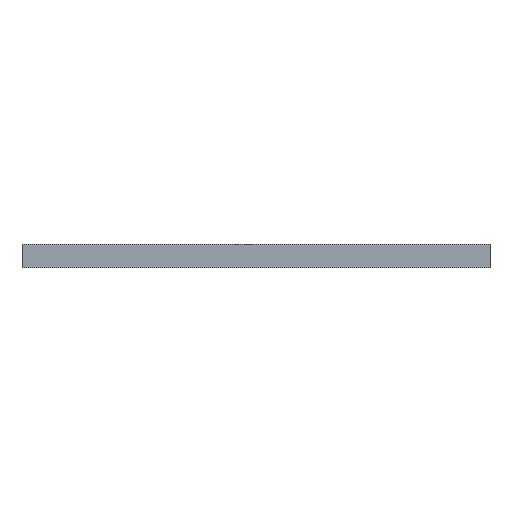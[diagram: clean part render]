
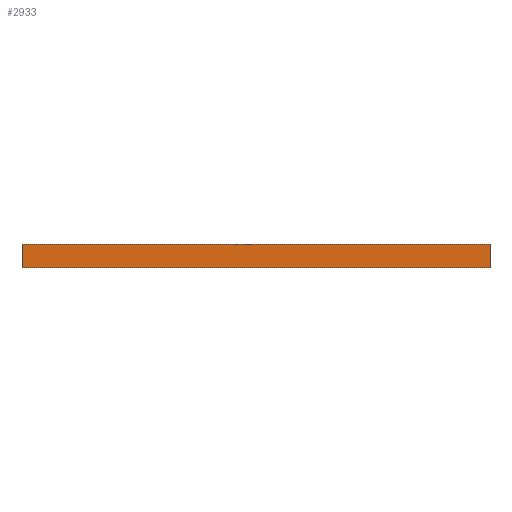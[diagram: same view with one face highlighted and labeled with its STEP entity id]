
A CAD part, front view. The second image highlights one B-rep face of the part: STEP entity #2933.
In plain terms, the highlighted planar face has unit normal (0, -1, 0).
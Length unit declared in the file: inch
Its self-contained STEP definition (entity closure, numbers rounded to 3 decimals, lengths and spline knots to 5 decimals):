
#348 = VERTEX_POINT ( 'NONE', #1169 ) ;
#387 = CARTESIAN_POINT ( 'NONE',  ( -0.59055, -0.59055, -0.03937 ) ) ;
#456 = CARTESIAN_POINT ( 'NONE',  ( 0.59055, -0.59055, 0. ) ) ;
#736 = VECTOR ( 'NONE', #3848, 39.37008 ) ;
#762 = LINE ( 'NONE', #387, #5136 ) ;
#1037 = LINE ( 'NONE', #3460, #6381 ) ;
#1169 = CARTESIAN_POINT ( 'NONE',  ( 0.59055, -0.59055, -0.03937 ) ) ;
#1238 = CARTESIAN_POINT ( 'NONE',  ( -0.59055, -0.59055, 0.01969 ) ) ;
#1495 = PLANE ( 'NONE',  #1941 ) ;
#1519 = EDGE_CURVE ( 'NONE', #4394, #348, #762, .T. ) ;
#1526 = VERTEX_POINT ( 'NONE', #6245 ) ;
#1827 = EDGE_CURVE ( 'NONE', #4394, #1526, #1037, .T. ) ;
#1941 = AXIS2_PLACEMENT_3D ( 'NONE', #2427, #6615, #3482 ) ;
#2270 = EDGE_LOOP ( 'NONE', ( #4087, #3180, #5549, #3518 ) ) ;
#2427 = CARTESIAN_POINT ( 'NONE',  ( -0.59055, -0.59055, 0. ) ) ;
#2486 = EDGE_CURVE ( 'NONE', #348, #2842, #5309, .T. ) ;
#2842 = VERTEX_POINT ( 'NONE', #3913 ) ;
#2865 = VECTOR ( 'NONE', #3024, 39.37008 ) ;
#2933 = ADVANCED_FACE ( 'NONE', ( #5872 ), #1495, .T. ) ;
#3024 = DIRECTION ( 'NONE',  ( 0., 0., 1. ) ) ;
#3180 = ORIENTED_EDGE ( 'NONE', *, *, #1519, .T. ) ;
#3460 = CARTESIAN_POINT ( 'NONE',  ( -0.59055, -0.59055, 0. ) ) ;
#3482 = DIRECTION ( 'NONE',  ( 1., 0., 0. ) ) ;
#3518 = ORIENTED_EDGE ( 'NONE', *, *, #3666, .F. ) ;
#3666 = EDGE_CURVE ( 'NONE', #1526, #2842, #4551, .T. ) ;
#3848 = DIRECTION ( 'NONE',  ( 1., 0., 0. ) ) ;
#3913 = CARTESIAN_POINT ( 'NONE',  ( 0.59055, -0.59055, 0.01969 ) ) ;
#4087 = ORIENTED_EDGE ( 'NONE', *, *, #1827, .F. ) ;
#4336 = CARTESIAN_POINT ( 'NONE',  ( -0.59055, -0.59055, -0.03937 ) ) ;
#4394 = VERTEX_POINT ( 'NONE', #4336 ) ;
#4551 = LINE ( 'NONE', #1238, #736 ) ;
#4672 = DIRECTION ( 'NONE',  ( 1., 0., 0. ) ) ;
#5136 = VECTOR ( 'NONE', #4672, 39.37008 ) ;
#5309 = LINE ( 'NONE', #456, #2865 ) ;
#5491 = DIRECTION ( 'NONE',  ( 0., 0., 1. ) ) ;
#5549 = ORIENTED_EDGE ( 'NONE', *, *, #2486, .T. ) ;
#5872 = FACE_OUTER_BOUND ( 'NONE', #2270, .T. ) ;
#6245 = CARTESIAN_POINT ( 'NONE',  ( -0.59055, -0.59055, 0.01969 ) ) ;
#6381 = VECTOR ( 'NONE', #5491, 39.37008 ) ;
#6615 = DIRECTION ( 'NONE',  ( 0., -1., 0. ) ) ;
